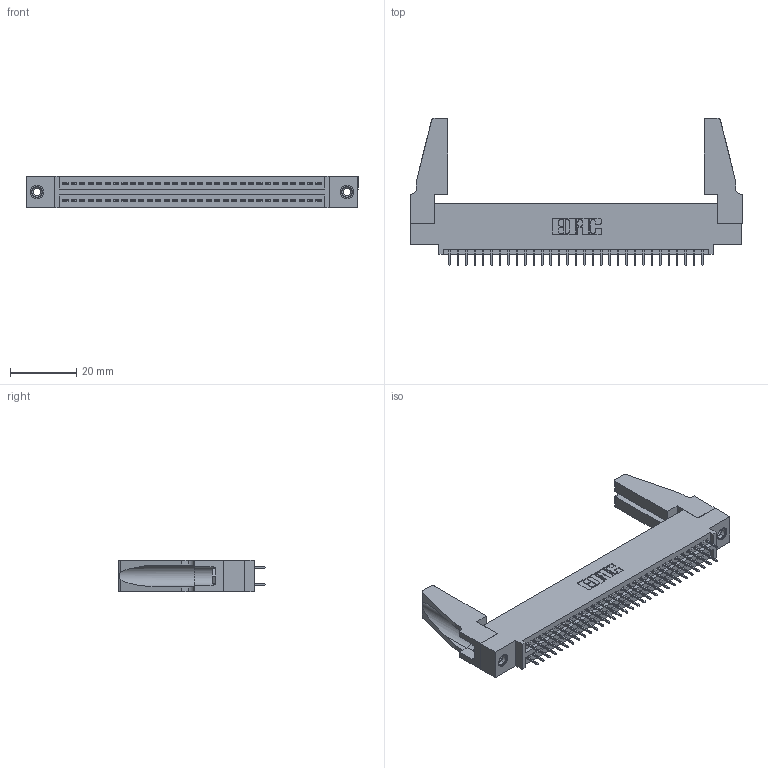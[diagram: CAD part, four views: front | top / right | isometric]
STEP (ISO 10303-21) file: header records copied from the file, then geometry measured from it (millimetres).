
FILE_DESCRIPTION (( 'STEP AP203' ), '1' );
FILE_NAME ('345-062-525-588.STEP', '2020-09-21T00:21:45', ( '' ), ( '' ), 'SwSTEP 2.0', 'SolidWorks 2020', '' );
FILE_SCHEMA (( 'CONFIG_CONTROL_DESIGN' ));
Length unit declared in the file: inch
Products named in the file (5): 345-292-001_345-293-125; 345-250-001_345-250-001-102; 345-062-525-588; 345-220-078_345-220-088; 345 Part_0.110 Offset - 0.156 Dia-TH
Assembly tree (67 placements, depth 2):
  345-062-525-588
    345 Part_0.110 Offset - 0.156 Dia-TH
    345-292-001_345-293-125  x62
    345-250-001_345-250-001-102  x2
    345-220-078_345-220-088  x2
Bounding box: 99.97 x 44.37 x 9.4 mm (x, y, z)
Volume: 12686.5 mm3; surface area: 16639.6 mm2
Topology: 67 solids, 67 shells, 3602 faces, 10153 edges, 6510 vertices
Faces by surface type: plane 2574, cylinder 1012, cone 12, torus 4
Entity records: 28158 total; most frequent: CARTESIAN_POINT 4726, ORIENTED_EDGE 4620, DIRECTION 4186, EDGE_CURVE 2310, VECTOR 2016, LINE 2016, VERTEX_POINT 1530, AXIS2_PLACEMENT_3D 1085
